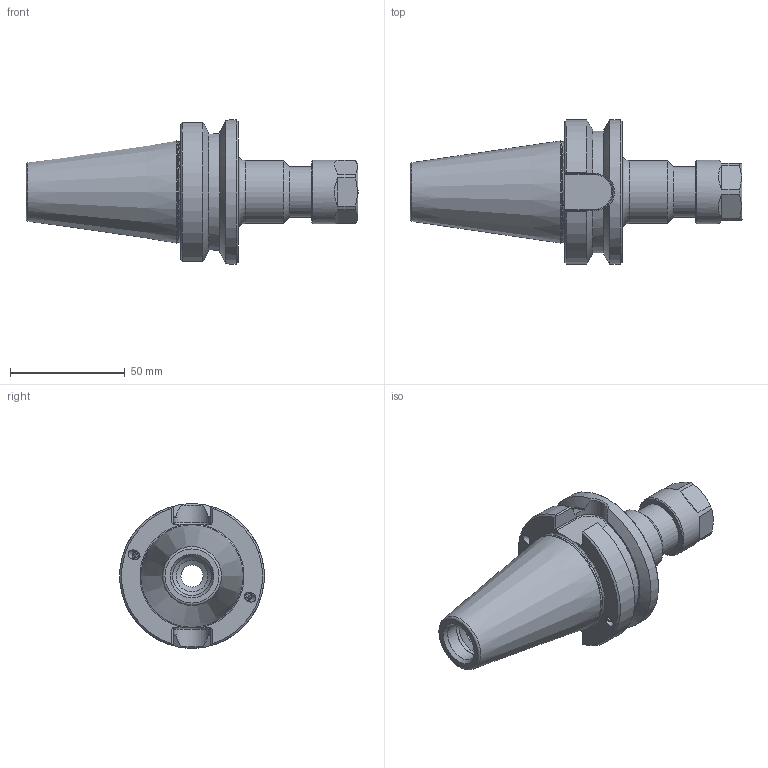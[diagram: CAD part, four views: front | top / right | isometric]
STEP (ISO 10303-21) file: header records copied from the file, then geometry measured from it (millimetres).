
FILE_DESCRIPTION((''),'2;1');
FILE_NAME('B40BC-16ERP312.iam.stp','2014-06-02T14:15:58',(''),(''),'Autodesk Inventor 2012','Autodesk Inventor 2012','');
FILE_SCHEMA(('AUTOMOTIVE_DESIGN { 1 0 10303 214 1 1 1 1 }'));
Length unit declared in the file: inch
Products named in the file (5): B40BC-16ERP312; B40BCB-16ER3-1; 029-965; 16ERHPN
Assembly tree (7 placements, depth 3):
  B40BC-16ERP312
    B40BCB-16ER3-1
      B40BCB-16ER3-1
      029-965  x4
    16ERHPN
Bounding box: 144.65 x 62.99 x 62.99 mm (x, y, z)
Volume: 142561.6 mm3; surface area: 32304.9 mm2
Topology: 7 solids, 7 shells, 194 faces, 443 edges, 282 vertices
Faces by surface type: plane 87, cylinder 53, cone 38, torus 10, sphere 4, bspline 2
Full cylindrical faces by diameter (mm): 3.3 x4, 4 x8, 4.1 x4, 4.2 x4, 9.728 x1, 11.176 x1, 12.04 x1, 13.843 x1, 16.002 x1, 17.01 x1, 17.013 x1, 17.112 x1, 17.272 x1, 17.623 x1, 20.066 x1, 20.168 x1, 20.676 x1, 22 x1, 22.428 x1, 27.432 x1, 27.737 x1, 43.942 x1, 62.992 x1
Entity records: 4195 total; most frequent: CARTESIAN_POINT 950, DIRECTION 664, ORIENTED_EDGE 536, AXIS2_PLACEMENT_3D 286, EDGE_CURVE 268, EDGE_LOOP 232, VERTEX_POINT 202, FACE_OUTER_BOUND 146
